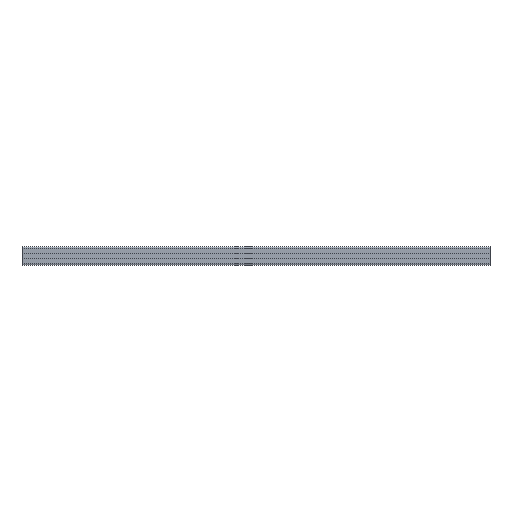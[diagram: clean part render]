
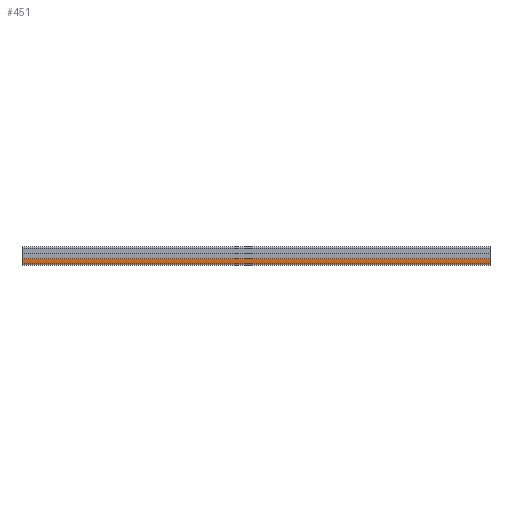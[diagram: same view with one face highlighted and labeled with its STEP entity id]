
A CAD part, front view. The second image highlights one B-rep face of the part: STEP entity #451.
In plain terms, the highlighted planar face has unit normal (0, -1, 0).
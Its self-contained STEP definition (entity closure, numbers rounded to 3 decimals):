
#451=ADVANCED_FACE('',(#985),#986,.T.);
#985=FACE_OUTER_BOUND('',#1613,.T.);
#986=PLANE('',#1614);
#1613=EDGE_LOOP('',(#2795,#2796,#2797,#2798));
#1614=AXIS2_PLACEMENT_3D('',#2799,#2800,#2801);
#2795=ORIENTED_EDGE('',*,*,#4357,.T.);
#2796=ORIENTED_EDGE('',*,*,#4358,.F.);
#2797=ORIENTED_EDGE('',*,*,#4359,.T.);
#2798=ORIENTED_EDGE('',*,*,#4354,.T.);
#2799=CARTESIAN_POINT('',(0.0,-40.0,-11.4));
#2800=DIRECTION('',(0.0,-1.0,0.0));
#2801=DIRECTION('',(0.0,0.0,-1.0));
#4354=EDGE_CURVE('',#5382,#5380,#5383,.T.);
#4357=EDGE_CURVE('',#5380,#5386,#5387,.T.);
#4358=EDGE_CURVE('',#5388,#5386,#5389,.T.);
#4359=EDGE_CURVE('',#5388,#5382,#5390,.T.);
#5380=VERTEX_POINT('',#6885);
#5382=VERTEX_POINT('',#6887);
#5383=LINE('',#6888,#6889);
#5386=VERTEX_POINT('',#6892);
#5387=LINE('',#6893,#6894);
#5388=VERTEX_POINT('',#6895);
#5389=LINE('',#6896,#6897);
#5390=LINE('',#6898,#6899);
#6885=CARTESIAN_POINT('',(1000.0,-40.0,-17.0));
#6887=CARTESIAN_POINT('',(0.0,-40.0,-17.0));
#6888=CARTESIAN_POINT('',(0.0,-40.0,-17.0));
#6889=VECTOR('',#8077,1.0);
#6892=CARTESIAN_POINT('',(1000.0,-40.0,-5.8));
#6893=CARTESIAN_POINT('',(1000.0,-40.0,-5.8));
#6894=VECTOR('',#8081,1.0);
#6895=CARTESIAN_POINT('',(0.0,-40.0,-5.8));
#6896=CARTESIAN_POINT('',(0.0,-40.0,-5.8));
#6897=VECTOR('',#8082,1.0);
#6898=CARTESIAN_POINT('',(0.0,-40.0,-5.8));
#6899=VECTOR('',#8083,1.0);
#8077=DIRECTION('',(1.0,0.0,0.0));
#8081=DIRECTION('',(0.0,0.0,1.0));
#8082=DIRECTION('',(1.0,0.0,0.0));
#8083=DIRECTION('',(0.0,0.0,-1.0));
